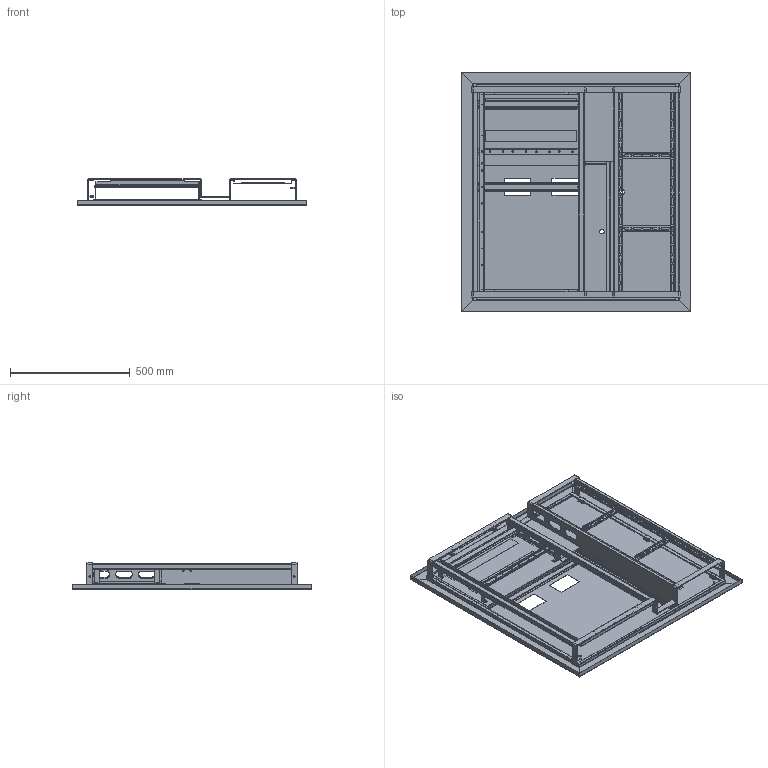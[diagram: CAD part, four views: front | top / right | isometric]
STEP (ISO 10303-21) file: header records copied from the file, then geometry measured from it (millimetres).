
FILE_DESCRIPTION(('STEP AP203'), '1');
FILE_NAME('ﾌﾊﾌ42-02-ﾅ', '', ('UNSPECIFIED'), ('UNSPECIFIED'), 'C3D Converter', 'C3D Toolkit', '');
FILE_SCHEMA(('CONFIG_CONTROL_DESIGN'));
Length unit declared in the file: millimetre
Products named in the file (34): MKM42-X-E-06-01; ЩЭЭ 001.01.00-01; ЩЭЭ 001.01.01-01; ЩЭЭ 001.01.02-01-01; ЩЭЭ 001.01.02-01; ЩЭЭ 001.04.00-01; ЩЭЭ 001.04.01; ЩЭЭ 001.04.02; ЩЭЭ 001.05.00-01; ЩЭЭ 001.05.01; PT DIN EN ISO 13918; ЩЭЭ 001.05.00-01-01; ЩЭЭ 001.01.04-01; КИВА 049.01.04-01; ЩЭЭ 001.01.03-01; -01; ЩЭЭ 001.00.01-01; ЩЭЭ 001.00.02-01; ЩЭЭ 001.00.08-01; ЩЭЭ 001.00.09-01; ЩЭЭ 001.00.09-01-01; ЩЭЭ 001.06.00-01; ЩЭЭ 001.06.01-01; PT DIN EN ISO 13918-01; КИВА 049.00.10-01; КИВА 049.00.10-01-01; КИВА 049.00.05-01; КИВА 049.00.04-01; КИВА 049.00.03-01; КИВА 049.00.01-02-01
Assembly tree (58 placements, depth 4):
  MKM42-X-E-06-01
    ЩЭЭ 001.01.00-01
      ЩЭЭ 001.01.01-01  x2
      ЩЭЭ 001.01.02-01-01
      ЩЭЭ 001.01.02-01
      ЩЭЭ 001.04.00-01
        ЩЭЭ 001.04.01
        ЩЭЭ 001.04.02
      ЩЭЭ 001.05.00-01
        ЩЭЭ 001.05.01
        PT DIN EN ISO 13918  x3
      ЩЭЭ 001.05.00-01-01
        ЩЭЭ 001.05.01
        PT DIN EN ISO 13918  x2
      ЩЭЭ 001.01.04-01
      КИВА 049.01.04-01
      ЩЭЭ 001.01.03-01  x2
      -01  x2
    ЩЭЭ 001.00.01-01
    ЩЭЭ 001.00.02-01
    ЩЭЭ 001.00.08-01  x2
    ЩЭЭ 001.00.09-01
    ЩЭЭ 001.00.09-01-01
    ЩЭЭ 001.06.00-01
      ЩЭЭ 001.06.01-01
      PT DIN EN ISO 13918-01
    КИВА 049.00.10-01  x2
    КИВА 049.00.10-01-01  x2
    КИВА 049.00.05-01
    КИВА 049.00.04-01  x2
    КИВА 049.00.03-01  x2
    КИВА 049.00.01-02-01
    -01  x5
    -01  x5
    -01  x2
    -01  x3
    -01
Bounding box: 960 x 1000 x 109 mm (x, y, z)
Volume: 2087612.1 mm3; surface area: 3792255.5 mm2
Topology: 48 solids, 48 shells, 2055 faces, 4941 edges, 2974 vertices
Faces by surface type: plane 1446, cylinder 541, bspline 58, cone 10
Full cylindrical faces by diameter (mm): 3 x12, 4 x28, 6 x14, 6.5 x28, 7 x12, 8 x6
Entity records: 51324 total; most frequent: CARTESIAN_POINT 10452, ORIENTED_EDGE 5848, DIRECTION 5833, EDGE_CURVE 2924, LINE 2183, VECTOR 2183, AXIS2_PLACEMENT_3D 1825, VERTEX_POINT 1800
